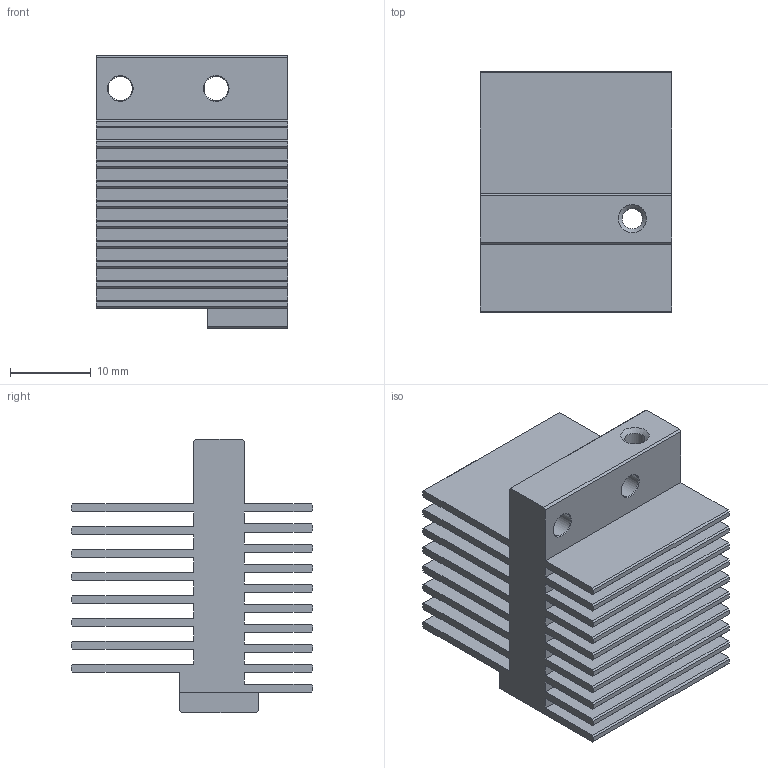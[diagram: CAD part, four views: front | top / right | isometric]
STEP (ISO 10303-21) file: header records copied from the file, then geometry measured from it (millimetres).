
FILE_DESCRIPTION(/* description */ ('','CAx-IF Rec.Pracs.---Representation and Presentation of Product Manufacturing Information (PMI)---4.0---2014-10-13'),/* implementation_level */ '2;1');
FILE_NAME(/* name */ 'ElegooCC-E3DRevo-HotendHeatsink-v1.2.step',/* time_stamp */ '2025-06-06T23:01:06+08:00',/* author */ (''),/* organization */ (''),/* preprocessor_version */ 'ST-DEVELOPER v20',/* originating_system */ 'Autodesk Translation Framework v13.20.0.188',/* authorisation */ '');
FILE_SCHEMA (('AP242_MANAGED_MODEL_BASED_3D_ENGINEERING_MIM_LF { 1 0 10303 442 1 1 4 }'));
Length unit declared in the file: millimetre
Products named in the file (1): ElegooCC-E3DRevo-HotendHeatsink-v1.2
Bounding box: 23.8 x 30 x 33.9 mm (x, y, z)
Volume: 9589 mm3; surface area: 12932.9 mm2
Topology: 1 solids, 1 shells, 170 faces, 545 edges, 380 vertices
Faces by surface type: plane 122, cylinder 41, cone 5, bspline 2
Full cylindrical faces by diameter (mm): 2.5 x1, 3 x2, 3.1 x1, 3.332 x16, 4.109 x16, 6.2 x1
Entity records: 17713 total; most frequent: CARTESIAN_POINT 13057, ORIENTED_EDGE 1090, DIRECTION 771, EDGE_CURVE 545, LINE 395, VECTOR 395, VERTEX_POINT 380, AXIS2_PLACEMENT_3D 188
